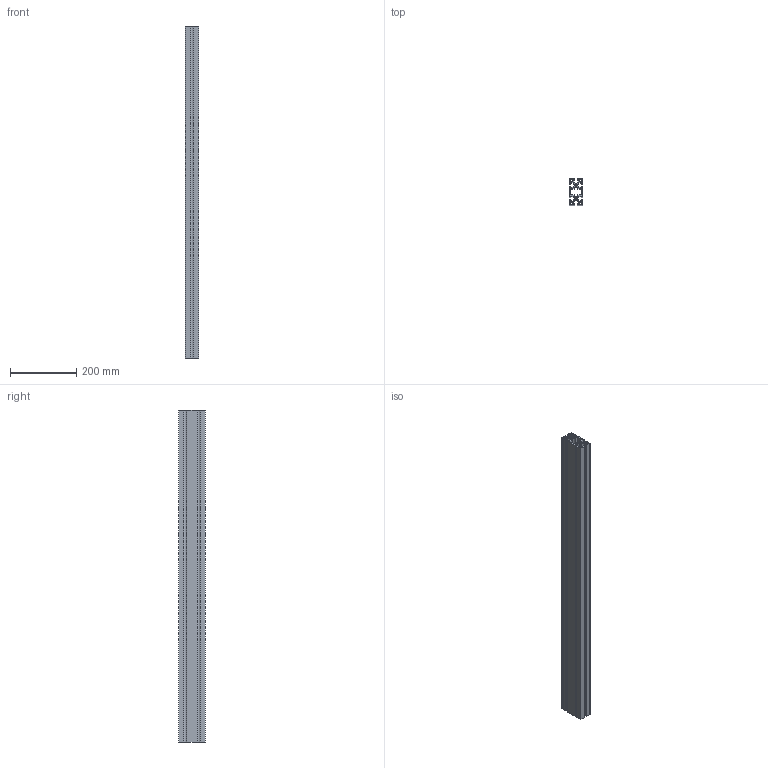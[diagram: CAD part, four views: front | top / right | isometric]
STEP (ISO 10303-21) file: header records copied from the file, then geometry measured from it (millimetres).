
FILE_DESCRIPTION (( 'STEP AP203' ), '1' );
FILE_NAME ('ALF-4080-8G.step', '2024-08-07T10:25:23', ( '' ), ( '' ), 'SwSTEP 2.0', 'SolidWorks 2022', '' );
FILE_SCHEMA (( 'CONFIG_CONTROL_DESIGN' ));
Length unit declared in the file: millimetre
Products named in the file (1): ALF-4080-8G
Bounding box: 40 x 80 x 1000 mm (x, y, z)
Volume: 1179632.2 mm3; surface area: 725812.2 mm2
Topology: 1 solids, 1 shells, 92 faces, 270 edges, 180 vertices
Faces by surface type: plane 66, cylinder 26
Entity records: 3151 total; most frequent: CARTESIAN_POINT 543, ORIENTED_EDGE 540, DIRECTION 508, EDGE_CURVE 270, VECTOR 218, LINE 218, VERTEX_POINT 180, AXIS2_PLACEMENT_3D 145
